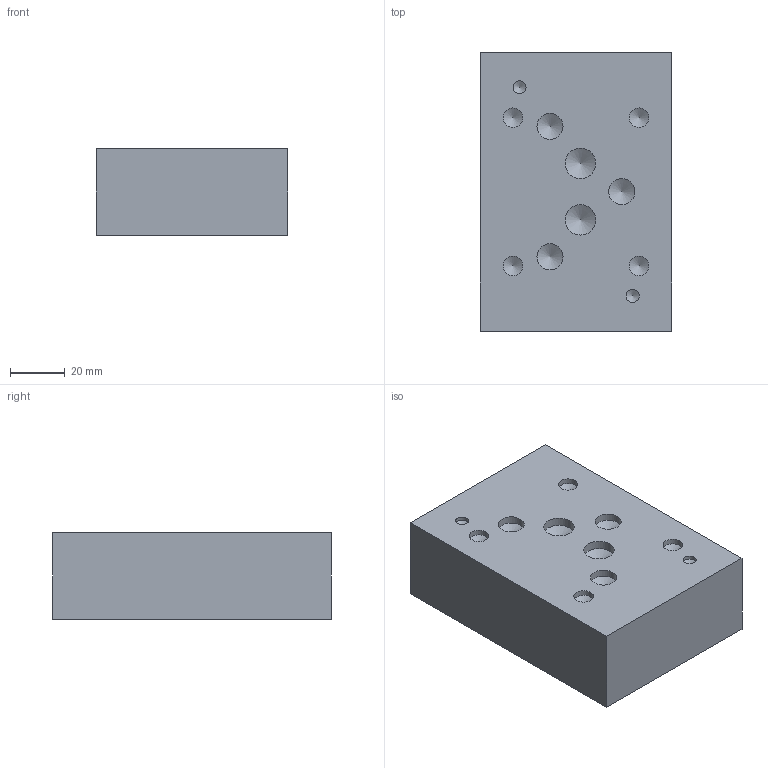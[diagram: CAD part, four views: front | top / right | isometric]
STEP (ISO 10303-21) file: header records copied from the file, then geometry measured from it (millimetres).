
FILE_DESCRIPTION(/* description */ (''),/* implementation_level */ '2;1');
FILE_NAME(/* name */ '_D05HD05HEVAAB.stp',/* time_stamp */ '2020-09-24T16:31:09-04:00',/* author */ ('DEVONN'),/* organization */ (''),/* preprocessor_version */ 'ST-DEVELOPER v17',/* originating_system */ 'Autodesk Inventor 2019',/* authorisation */ '');
FILE_SCHEMA (('AUTOMOTIVE_DESIGN { 1 0 10303 214 3 1 1 }'));
Length unit declared in the file: millimetre
Products named in the file (1): Part_DD05HD05HEVAAB.C11858R1_3D
Bounding box: 69.85 x 101.6 x 31.75 mm (x, y, z)
Volume: 219973.7 mm3; surface area: 27361.3 mm2
Topology: 1 solids, 1 shells, 426 faces, 1181 edges, 797 vertices
Faces by surface type: plane 287, bspline 88, cylinder 29, cone 22
Full cylindrical faces by diameter (mm): 4.775 x4, 7.137 x8, 9.525 x6, 11.125 x4, 15.875 x7
Entity records: 14275 total; most frequent: CARTESIAN_POINT 3527, ORIENTED_EDGE 2318, DIRECTION 1770, EDGE_CURVE 1159, LINE 874, VECTOR 874, VERTEX_POINT 797, EDGE_LOOP 488
